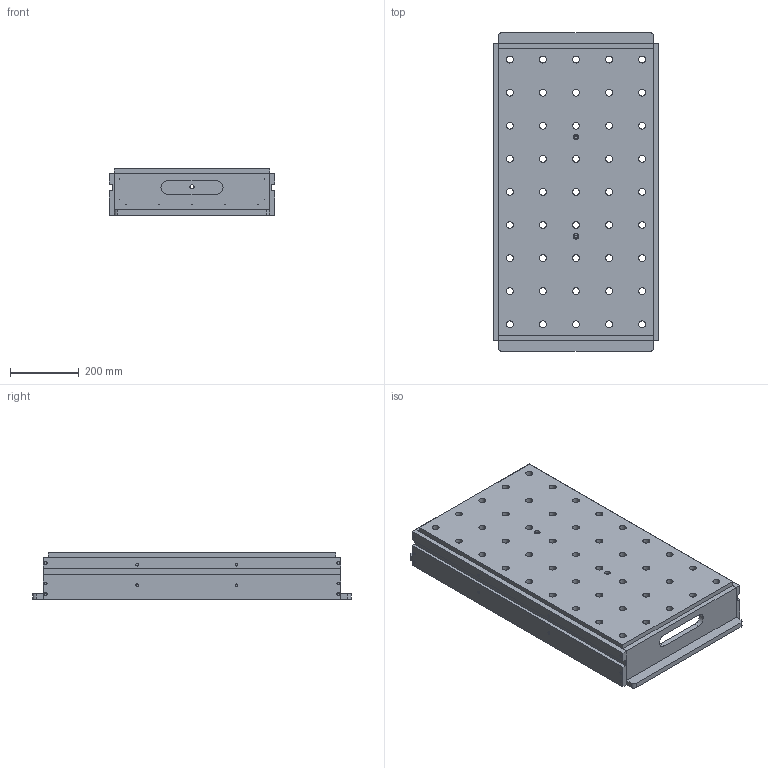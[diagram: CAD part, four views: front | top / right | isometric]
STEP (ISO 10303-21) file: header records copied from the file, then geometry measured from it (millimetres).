
FILE_DESCRIPTION(/* description */ (''),/* implementation_level */ '2;1');
FILE_NAME(/* name */ 'Make_Werkbank v7.step',/* time_stamp */ '2023-02-05T18:11:17+01:00',/* author */ (''),/* organization */ (''),/* preprocessor_version */ 'ST-DEVELOPER v19.2',/* originating_system */ 'Autodesk Translation Framework v11.17.0.187',/* authorisation */ '');
FILE_SCHEMA (('AUTOMOTIVE_DESIGN { 1 0 10303 214 3 1 1 }'));
Length unit declared in the file: millimetre
Products named in the file (1): Make_Werkbank
Bounding box: 480 x 924 x 134 mm (x, y, z)
Volume: 12937228.6 mm3; surface area: 1940770.7 mm2
Topology: 11 solids, 11 shells, 255 faces, 604 edges, 403 vertices
Faces by surface type: cylinder 137, plane 118
Full cylindrical faces by diameter (mm): 8 x72, 12 x2, 16 x2, 20 x45
Entity records: 7920 total; most frequent: DIRECTION 1385, CARTESIAN_POINT 1330, ORIENTED_EDGE 1208, EDGE_CURVE 604, AXIS2_PLACEMENT_3D 528, EDGE_LOOP 469, VERTEX_POINT 403, LINE 329
